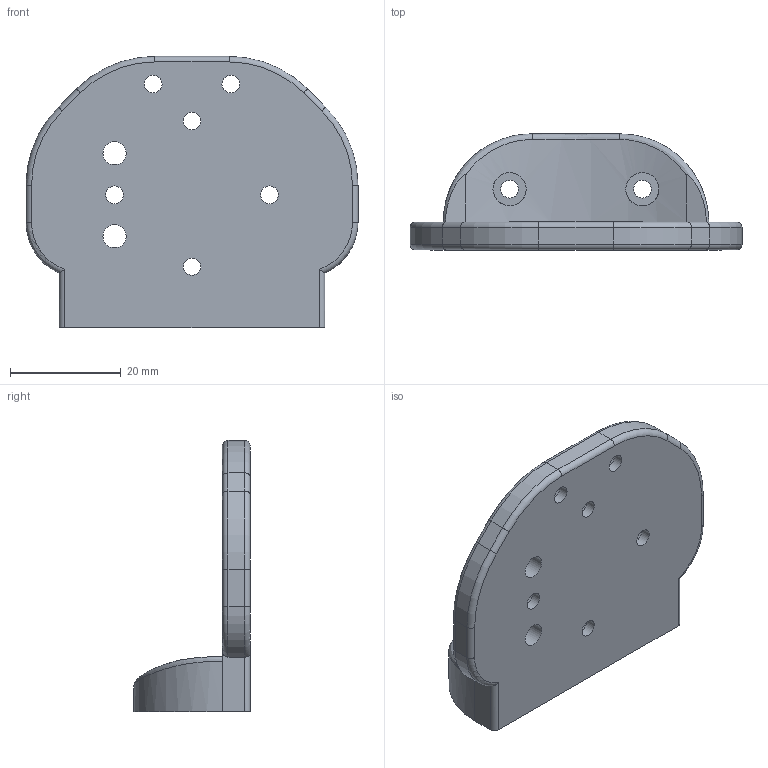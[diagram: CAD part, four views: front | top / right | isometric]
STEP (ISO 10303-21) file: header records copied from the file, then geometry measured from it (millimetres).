
FILE_DESCRIPTION(/* description */ (''),/* implementation_level */ '2;1');
FILE_NAME(/* name */ 'Top Plate C v1.step',/* time_stamp */ '2019-03-05T07:39:18-06:00',/* author */ (''),/* organization */ (''),/* preprocessor_version */ 'ST-DEVELOPER v17.2',/* originating_system */ 'Autodesk Translation Framework v7.6.0.251',/* authorisation */ '');
FILE_SCHEMA (('AUTOMOTIVE_DESIGN { 1 0 10303 214 3 1 1 }'));
Length unit declared in the file: millimetre
Products named in the file (1): Top Plate C
Bounding box: 60 x 21 x 49 mm (x, y, z)
Volume: 15875.8 mm3; surface area: 7972.6 mm2
Topology: 1 solids, 1 shells, 75 faces, 195 edges, 130 vertices
Faces by surface type: cylinder 38, plane 21, torus 12, bspline 4
Full cylindrical faces by diameter (mm): 3.1 x2, 3.2 x6, 4.2 x2, 5.9 x6, 6 x2
Entity records: 3338 total; most frequent: CARTESIAN_POINT 1349, DIRECTION 432, ORIENTED_EDGE 390, EDGE_CURVE 195, AXIS2_PLACEMENT_3D 182, VERTEX_POINT 130, CIRCLE 110, EDGE_LOOP 103
